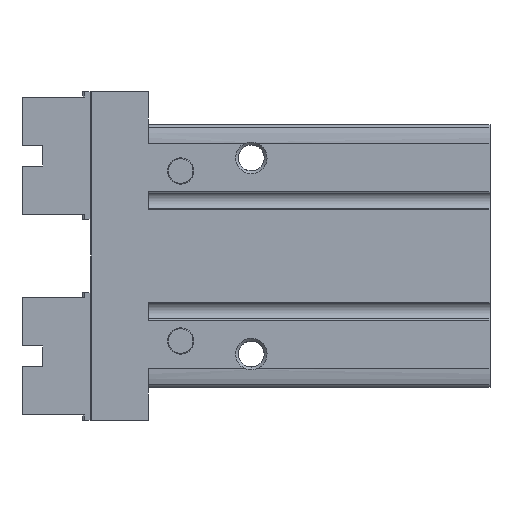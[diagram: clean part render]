
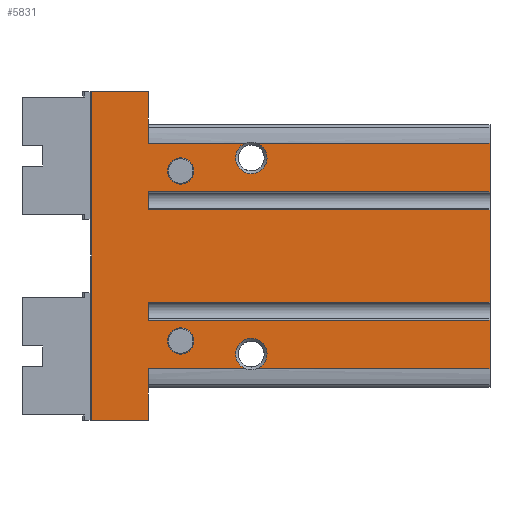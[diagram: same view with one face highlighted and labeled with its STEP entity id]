
A CAD part, left-side view. The second image highlights one B-rep face of the part: STEP entity #5831.
In plain terms, the highlighted face is planar.
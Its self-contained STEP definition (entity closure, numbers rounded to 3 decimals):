
#75=PLANE('',#6307);
#304=LINE('',#8882,#808);
#340=LINE('',#9036,#844);
#345=LINE('',#9060,#849);
#378=LINE('',#9203,#882);
#380=LINE('',#9208,#884);
#381=LINE('',#9216,#885);
#383=LINE('',#9221,#887);
#387=LINE('',#9235,#891);
#388=LINE('',#9237,#892);
#389=LINE('',#9239,#893);
#390=LINE('',#9240,#894);
#391=LINE('',#9242,#895);
#392=LINE('',#9244,#896);
#393=LINE('',#9246,#897);
#394=LINE('',#9248,#898);
#395=LINE('',#9250,#899);
#396=LINE('',#9252,#900);
#397=LINE('',#9254,#901);
#808=VECTOR('',#6962,1000.);
#844=VECTOR('',#7082,1000.);
#849=VECTOR('',#7101,1000.);
#882=VECTOR('',#7196,1000.);
#884=VECTOR('',#7200,1000.);
#885=VECTOR('',#7203,1000.);
#887=VECTOR('',#7207,1000.);
#891=VECTOR('',#7223,1000.);
#892=VECTOR('',#7224,1000.);
#893=VECTOR('',#7225,1000.);
#894=VECTOR('',#7226,1000.);
#895=VECTOR('',#7227,1000.);
#896=VECTOR('',#7228,1000.);
#897=VECTOR('',#7231,1000.);
#898=VECTOR('',#7232,1000.);
#899=VECTOR('',#7233,1000.);
#900=VECTOR('',#7234,1000.);
#901=VECTOR('',#7235,1000.);
#1548=ORIENTED_EDGE('',*,*,#2993,.F.);
#1549=ORIENTED_EDGE('',*,*,#2997,.F.);
#1550=ORIENTED_EDGE('',*,*,#3054,.T.);
#1551=ORIENTED_EDGE('',*,*,#3221,.F.);
#1552=ORIENTED_EDGE('',*,*,#3222,.T.);
#1553=ORIENTED_EDGE('',*,*,#3223,.T.);
#1554=ORIENTED_EDGE('',*,*,#3144,.T.);
#1555=ORIENTED_EDGE('',*,*,#3224,.F.);
#1556=ORIENTED_EDGE('',*,*,#3225,.T.);
#1557=ORIENTED_EDGE('',*,*,#3226,.T.);
#1558=ORIENTED_EDGE('',*,*,#3132,.T.);
#1559=ORIENTED_EDGE('',*,*,#3211,.F.);
#1560=ORIENTED_EDGE('',*,*,#3227,.F.);
#1561=ORIENTED_EDGE('',*,*,#3214,.F.);
#1562=ORIENTED_EDGE('',*,*,#3228,.F.);
#1563=ORIENTED_EDGE('',*,*,#3229,.F.);
#1564=ORIENTED_EDGE('',*,*,#3230,.T.);
#1565=ORIENTED_EDGE('',*,*,#3231,.T.);
#1566=ORIENTED_EDGE('',*,*,#3232,.F.);
#1567=ORIENTED_EDGE('',*,*,#3206,.T.);
#1568=ORIENTED_EDGE('',*,*,#3233,.F.);
#1569=ORIENTED_EDGE('',*,*,#3209,.T.);
#2993=EDGE_CURVE('',#3847,#3847,#4443,.T.);
#2997=EDGE_CURVE('',#3851,#3851,#4447,.T.);
#3054=EDGE_CURVE('',#3901,#3900,#304,.T.);
#3132=EDGE_CURVE('',#3977,#3976,#340,.T.);
#3144=EDGE_CURVE('',#3989,#3988,#345,.T.);
#3206=EDGE_CURVE('',#4040,#4038,#378,.T.);
#3209=EDGE_CURVE('',#4039,#3901,#380,.T.);
#3211=EDGE_CURVE('',#4042,#3976,#381,.T.);
#3214=EDGE_CURVE('',#4045,#4043,#383,.T.);
#3221=EDGE_CURVE('',#4050,#3900,#387,.T.);
#3222=EDGE_CURVE('',#4050,#4051,#388,.T.);
#3223=EDGE_CURVE('',#4051,#3989,#389,.T.);
#3224=EDGE_CURVE('',#4052,#3988,#390,.T.);
#3225=EDGE_CURVE('',#4052,#4053,#391,.T.);
#3226=EDGE_CURVE('',#4053,#3977,#392,.T.);
#3227=EDGE_CURVE('',#4043,#4042,#4539,.T.);
#3228=EDGE_CURVE('',#4054,#4045,#393,.T.);
#3229=EDGE_CURVE('',#4055,#4054,#394,.T.);
#3230=EDGE_CURVE('',#4055,#4056,#395,.T.);
#3231=EDGE_CURVE('',#4056,#4057,#396,.T.);
#3232=EDGE_CURVE('',#4040,#4057,#397,.T.);
#3233=EDGE_CURVE('',#4039,#4038,#4540,.F.);
#3847=VERTEX_POINT('',#8713);
#3851=VERTEX_POINT('',#8723);
#3900=VERTEX_POINT('',#8881);
#3901=VERTEX_POINT('',#8883);
#3976=VERTEX_POINT('',#9035);
#3977=VERTEX_POINT('',#9037);
#3988=VERTEX_POINT('',#9059);
#3989=VERTEX_POINT('',#9061);
#4038=VERTEX_POINT('',#9201);
#4039=VERTEX_POINT('',#9202);
#4040=VERTEX_POINT('',#9204);
#4042=VERTEX_POINT('',#9214);
#4043=VERTEX_POINT('',#9215);
#4045=VERTEX_POINT('',#9220);
#4050=VERTEX_POINT('',#9236);
#4051=VERTEX_POINT('',#9238);
#4052=VERTEX_POINT('',#9241);
#4053=VERTEX_POINT('',#9243);
#4054=VERTEX_POINT('',#9247);
#4055=VERTEX_POINT('',#9249);
#4056=VERTEX_POINT('',#9251);
#4057=VERTEX_POINT('',#9253);
#4443=CIRCLE('',#6184,2.5);
#4447=CIRCLE('',#6190,2.5);
#4539=CIRCLE('',#6308,3.);
#4540=CIRCLE('',#6309,3.);
#4807=EDGE_LOOP('',(#1548));
#4808=EDGE_LOOP('',(#1549));
#4809=EDGE_LOOP('',(#1550,#1551,#1552,#1553,#1554,#1555,#1556,#1557,#1558,
#1559,#1560,#1561,#1562,#1563,#1564,#1565,#1566,#1567,#1568,#1569));
#5255=FACE_BOUND('',#4807,.T.);
#5256=FACE_BOUND('',#4808,.T.);
#5257=FACE_BOUND('',#4809,.T.);
#5831=ADVANCED_FACE('',(#5255,#5256,#5257),#75,.F.);
#6184=AXIS2_PLACEMENT_3D('',#8712,#6863,#6864);
#6190=AXIS2_PLACEMENT_3D('',#8722,#6875,#6876);
#6307=AXIS2_PLACEMENT_3D('',#9234,#7221,#7222);
#6308=AXIS2_PLACEMENT_3D('',#9245,#7229,#7230);
#6309=AXIS2_PLACEMENT_3D('',#9255,#7236,#7237);
#6863=DIRECTION('',(0.,0.,1.));
#6864=DIRECTION('',(1.,0.,0.));
#6875=DIRECTION('',(0.,0.,1.));
#6876=DIRECTION('',(1.,0.,0.));
#6962=DIRECTION('',(1.,0.,0.));
#7082=DIRECTION('',(1.,0.,0.));
#7101=DIRECTION('',(1.,0.,0.));
#7196=DIRECTION('',(0.,-1.,0.));
#7200=DIRECTION('',(0.,-1.,0.));
#7203=DIRECTION('',(0.,-1.,0.));
#7207=DIRECTION('',(0.,-1.,0.));
#7221=DIRECTION('',(0.,0.,-1.));
#7222=DIRECTION('',(-1.,0.,0.));
#7223=DIRECTION('',(0.,-1.,0.));
#7224=DIRECTION('',(1.,0.,0.));
#7225=DIRECTION('',(0.,-1.,0.));
#7226=DIRECTION('',(0.,-1.,0.));
#7227=DIRECTION('',(1.,0.,0.));
#7228=DIRECTION('',(0.,-1.,0.));
#7229=DIRECTION('',(0.,0.,1.));
#7230=DIRECTION('',(1.,0.,0.));
#7231=DIRECTION('',(-1.,0.,0.));
#7232=DIRECTION('',(0.,-1.,0.));
#7233=DIRECTION('',(-1.,0.,0.));
#7234=DIRECTION('',(0.,-1.,0.));
#7235=DIRECTION('',(-1.,0.,0.));
#7236=DIRECTION('',(0.,0.,-1.));
#7237=DIRECTION('',(-1.,0.,0.));
#8712=CARTESIAN_POINT('',(-16.2,58.96,16.5));
#8713=CARTESIAN_POINT('',(-13.7,58.96,16.5));
#8722=CARTESIAN_POINT('',(16.2,58.96,16.5));
#8723=CARTESIAN_POINT('',(18.7,58.96,16.5));
#8881=CARTESIAN_POINT('',(-12.2,0.,16.5));
#8882=CARTESIAN_POINT('',(-21.5,0.,16.5));
#8883=CARTESIAN_POINT('',(-21.5,0.,16.5));
#9035=CARTESIAN_POINT('',(21.5,0.,16.5));
#9036=CARTESIAN_POINT('',(-21.5,0.,16.5));
#9037=CARTESIAN_POINT('',(12.2,0.,16.5));
#9059=CARTESIAN_POINT('',(8.8,0.,16.5));
#9060=CARTESIAN_POINT('',(-21.5,0.,16.5));
#9061=CARTESIAN_POINT('',(-8.8,0.,16.5));
#9201=CARTESIAN_POINT('',(-21.5,46.577,16.5));
#9202=CARTESIAN_POINT('',(-21.5,44.423,16.5));
#9203=CARTESIAN_POINT('',(-21.5,65.1,16.5));
#9204=CARTESIAN_POINT('',(-21.5,65.1,16.5));
#9208=CARTESIAN_POINT('',(-21.5,65.1,16.5));
#9214=CARTESIAN_POINT('',(21.5,44.423,16.5));
#9215=CARTESIAN_POINT('',(21.5,46.577,16.5));
#9216=CARTESIAN_POINT('',(21.5,65.1,16.5));
#9220=CARTESIAN_POINT('',(21.5,65.1,16.5));
#9221=CARTESIAN_POINT('',(21.5,65.1,16.5));
#9234=CARTESIAN_POINT('',(-21.5,65.1,16.5));
#9235=CARTESIAN_POINT('',(-12.2,65.1,16.5));
#9236=CARTESIAN_POINT('',(-12.2,65.1,16.5));
#9237=CARTESIAN_POINT('',(-12.2,65.1,16.5));
#9238=CARTESIAN_POINT('',(-8.8,65.1,16.5));
#9239=CARTESIAN_POINT('',(-8.8,65.1,16.5));
#9240=CARTESIAN_POINT('',(8.8,65.1,16.5));
#9241=CARTESIAN_POINT('',(8.8,65.1,16.5));
#9242=CARTESIAN_POINT('',(8.8,65.1,16.5));
#9243=CARTESIAN_POINT('',(12.2,65.1,16.5));
#9244=CARTESIAN_POINT('',(12.2,65.1,16.5));
#9245=CARTESIAN_POINT('',(18.7,45.5,16.5));
#9246=CARTESIAN_POINT('',(31.3,65.1,16.5));
#9247=CARTESIAN_POINT('',(31.3,65.1,16.5));
#9248=CARTESIAN_POINT('',(31.3,75.9,16.5));
#9249=CARTESIAN_POINT('',(31.3,75.9,16.5));
#9250=CARTESIAN_POINT('',(31.3,75.9,16.5));
#9251=CARTESIAN_POINT('',(-31.3,75.9,16.5));
#9252=CARTESIAN_POINT('',(-31.3,75.9,16.5));
#9253=CARTESIAN_POINT('',(-31.3,65.1,16.5));
#9254=CARTESIAN_POINT('',(31.3,65.1,16.5));
#9255=CARTESIAN_POINT('',(-18.7,45.5,16.5));
